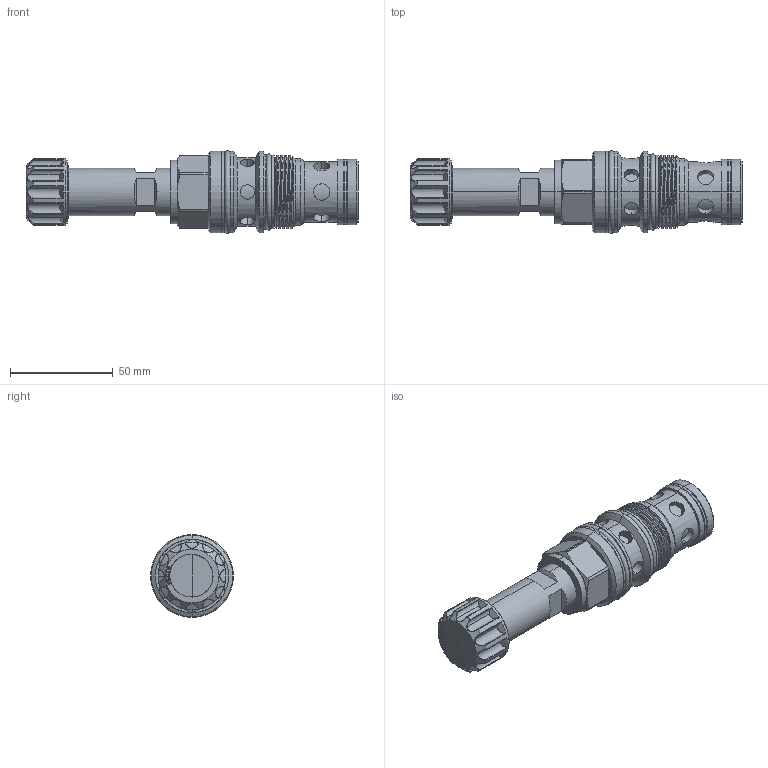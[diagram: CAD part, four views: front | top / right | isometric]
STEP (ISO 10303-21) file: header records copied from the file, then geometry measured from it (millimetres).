
FILE_DESCRIPTION (( 'STEP AP203' ), '1' );
FILE_NAME ('PFR17A3G-N.STEP', '2024-02-23T05:57:00', ( '' ), ( '' ), 'SwSTEP 2.0', 'SolidWorks 2018', '' );
FILE_SCHEMA (( 'CONFIG_CONTROL_DESIGN' ));
Length unit declared in the file: millimetre
Products named in the file (1): PFR17A3G-N
Bounding box: 161.95 x 40.4 x 40.4 mm (x, y, z)
Volume: 114040.7 mm3; surface area: 23201.4 mm2
Topology: 1 solids, 1 shells, 377 faces, 885 edges, 550 vertices
Faces by surface type: cylinder 152, plane 113, cone 45, sphere 24, bspline 23, torus 20
Entity records: 17440 total; most frequent: CARTESIAN_POINT 9071, ORIENTED_EDGE 1766, DIRECTION 1646, EDGE_CURVE 883, AXIS2_PLACEMENT_3D 624, VERTEX_POINT 550, EDGE_LOOP 419, LINE 398
